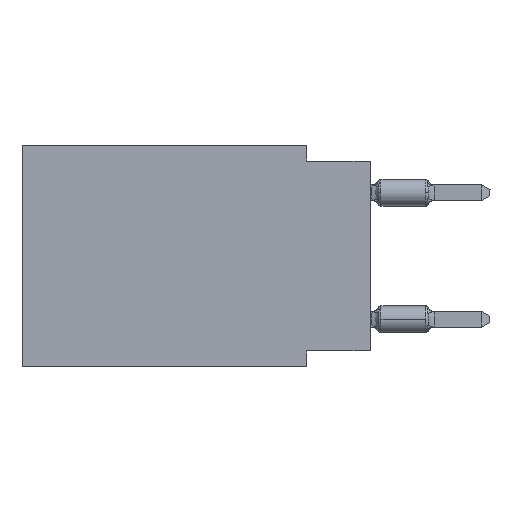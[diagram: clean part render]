
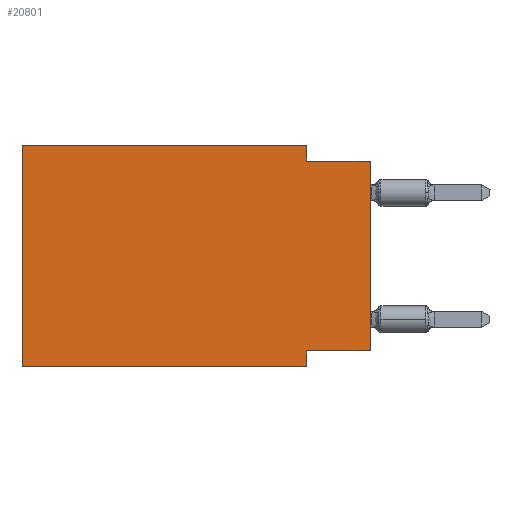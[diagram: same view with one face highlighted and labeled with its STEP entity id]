
A CAD part, left-side view. The second image highlights one B-rep face of the part: STEP entity #20801.
In plain terms, the highlighted planar face has unit normal (-1, 0, 0).
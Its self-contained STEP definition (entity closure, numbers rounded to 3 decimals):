
#1367 = DIRECTION ( 'NONE',  ( 0., -1., 0. ) ) ;
#1919 = VERTEX_POINT ( 'NONE', #16859 ) ;
#2375 = DIRECTION ( 'NONE',  ( 0., 0., -1. ) ) ;
#2773 = AXIS2_PLACEMENT_3D ( 'NONE', #38645, #27942, #42463 ) ;
#3569 = VERTEX_POINT ( 'NONE', #22350 ) ;
#4832 = CARTESIAN_POINT ( 'NONE',  ( 0., 13.97, 0. ) ) ;
#5042 = DIRECTION ( 'NONE',  ( 0., 1., 0. ) ) ;
#5274 = LINE ( 'NONE', #33857, #11790 ) ;
#6803 = DIRECTION ( 'NONE',  ( 0., 0., 1. ) ) ;
#7398 = PLANE ( 'NONE',  #2773 ) ;
#8170 = EDGE_CURVE ( 'NONE', #3569, #27091, #37786, .T. ) ;
#8191 = LINE ( 'NONE', #32495, #22817 ) ;
#8415 = LINE ( 'NONE', #4832, #42258 ) ;
#8428 = EDGE_CURVE ( 'NONE', #38366, #1919, #8415, .T. ) ;
#8528 = ORIENTED_EDGE ( 'NONE', *, *, #30194, .F. ) ;
#9190 = ORIENTED_EDGE ( 'NONE', *, *, #40870, .T. ) ;
#11082 = ORIENTED_EDGE ( 'NONE', *, *, #22383, .F. ) ;
#11790 = VECTOR ( 'NONE', #5042, 1000. ) ;
#12204 = CARTESIAN_POINT ( 'NONE',  ( 0., 13.97, -8.89 ) ) ;
#12449 = DIRECTION ( 'NONE',  ( 0., -1., 0. ) ) ;
#13570 = VERTEX_POINT ( 'NONE', #27601 ) ;
#14306 = FACE_OUTER_BOUND ( 'NONE', #45251, .T. ) ;
#16082 = ORIENTED_EDGE ( 'NONE', *, *, #34480, .T. ) ;
#16859 = CARTESIAN_POINT ( 'NONE',  ( 0., 2.54, 0. ) ) ;
#18968 = ORIENTED_EDGE ( 'NONE', *, *, #8170, .F. ) ;
#20801 = ADVANCED_FACE ( 'NONE', ( #14306 ), #7398, .F. ) ;
#22178 = VECTOR ( 'NONE', #36177, 1000. ) ;
#22350 = CARTESIAN_POINT ( 'NONE',  ( 0., 2.54, -0.635 ) ) ;
#22365 = VERTEX_POINT ( 'NONE', #12204 ) ;
#22383 = EDGE_CURVE ( 'NONE', #31923, #43053, #5274, .T. ) ;
#22817 = VECTOR ( 'NONE', #47023, 1000. ) ;
#23224 = CARTESIAN_POINT ( 'NONE',  ( 0., 13.97, 0. ) ) ;
#24004 = VECTOR ( 'NONE', #1367, 1000. ) ;
#24501 = CARTESIAN_POINT ( 'NONE',  ( 0., 0., 0. ) ) ;
#25013 = CARTESIAN_POINT ( 'NONE',  ( 0., 2.54, -8.89 ) ) ;
#25940 = LINE ( 'NONE', #39772, #22178 ) ;
#27091 = VERTEX_POINT ( 'NONE', #37622 ) ;
#27601 = CARTESIAN_POINT ( 'NONE',  ( 0., 2.54, -8.89 ) ) ;
#27942 = DIRECTION ( 'NONE',  ( 1., 0., 0. ) ) ;
#30194 = EDGE_CURVE ( 'NONE', #1919, #3569, #8191, .T. ) ;
#30688 = VECTOR ( 'NONE', #2375, 1000. ) ;
#30961 = CARTESIAN_POINT ( 'NONE',  ( 0., 0., -8.255 ) ) ;
#31923 = VERTEX_POINT ( 'NONE', #30961 ) ;
#32495 = CARTESIAN_POINT ( 'NONE',  ( 0., 2.54, 0. ) ) ;
#33857 = CARTESIAN_POINT ( 'NONE',  ( 0., 0., -8.255 ) ) ;
#33987 = CARTESIAN_POINT ( 'NONE',  ( 0., 0., -0.635 ) ) ;
#34480 = EDGE_CURVE ( 'NONE', #22365, #13570, #25940, .T. ) ;
#35528 = ORIENTED_EDGE ( 'NONE', *, *, #8428, .F. ) ;
#35575 = CARTESIAN_POINT ( 'NONE',  ( 0., 2.54, -8.255 ) ) ;
#36022 = VECTOR ( 'NONE', #6803, 1000. ) ;
#36177 = DIRECTION ( 'NONE',  ( 0., -1., 0. ) ) ;
#36362 = EDGE_CURVE ( 'NONE', #43053, #13570, #43094, .T. ) ;
#36706 = EDGE_CURVE ( 'NONE', #22365, #38366, #46074, .T. ) ;
#37622 = CARTESIAN_POINT ( 'NONE',  ( 0., 0., -0.635 ) ) ;
#37786 = LINE ( 'NONE', #33987, #24004 ) ;
#38366 = VERTEX_POINT ( 'NONE', #45365 ) ;
#38645 = CARTESIAN_POINT ( 'NONE',  ( 0., 13.97, 0. ) ) ;
#39015 = DIRECTION ( 'NONE',  ( 0., 0., 1. ) ) ;
#39772 = CARTESIAN_POINT ( 'NONE',  ( 0., 13.97, -8.89 ) ) ;
#40870 = EDGE_CURVE ( 'NONE', #31923, #27091, #41869, .T. ) ;
#41869 = LINE ( 'NONE', #24501, #42406 ) ;
#42244 = ORIENTED_EDGE ( 'NONE', *, *, #36706, .F. ) ;
#42258 = VECTOR ( 'NONE', #12449, 1000. ) ;
#42406 = VECTOR ( 'NONE', #39015, 1000. ) ;
#42463 = DIRECTION ( 'NONE',  ( 0., 0., -1. ) ) ;
#43053 = VERTEX_POINT ( 'NONE', #35575 ) ;
#43094 = LINE ( 'NONE', #25013, #30688 ) ;
#44422 = ORIENTED_EDGE ( 'NONE', *, *, #36362, .F. ) ;
#45251 = EDGE_LOOP ( 'NONE', ( #9190, #18968, #8528, #35528, #42244, #16082, #44422, #11082 ) ) ;
#45365 = CARTESIAN_POINT ( 'NONE',  ( 0., 13.97, 0. ) ) ;
#46074 = LINE ( 'NONE', #23224, #36022 ) ;
#47023 = DIRECTION ( 'NONE',  ( 0., 0., -1. ) ) ;
